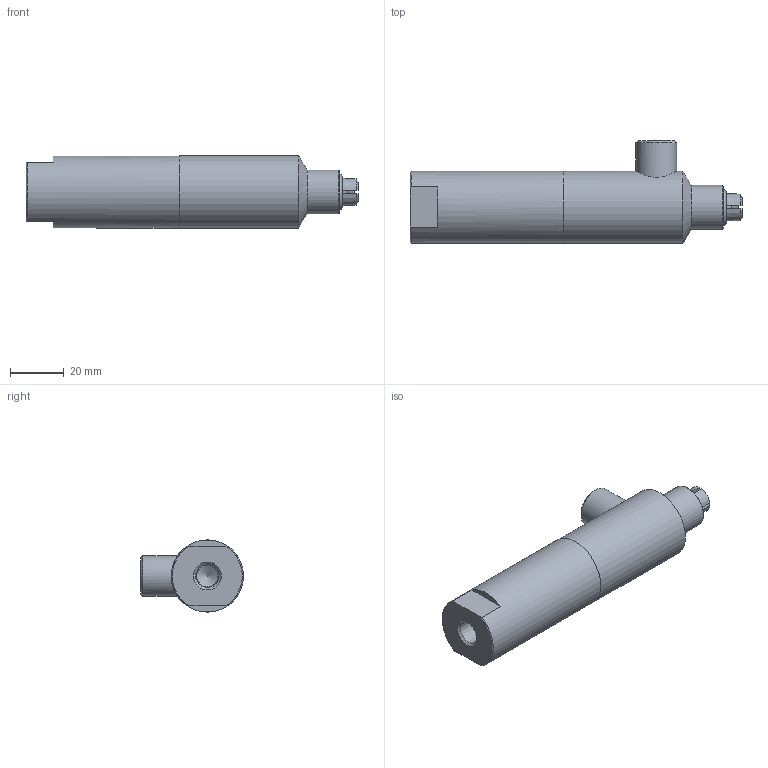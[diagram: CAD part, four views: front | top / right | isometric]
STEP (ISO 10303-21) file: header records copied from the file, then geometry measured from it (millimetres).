
FILE_DESCRIPTION(/* description */ (''),/* implementation_level */ '2;1');
FILE_NAME(/* name */ 'FNP-022025.stp',/* time_stamp */ '2014-02-12T09:15:55-06:00',/* author */ ('scottg'),/* organization */ ('FasTest,Inc.'),/* preprocessor_version */ 'ST-DEVELOPER v15.2',/* originating_system */ 'Autodesk Inventor 2014',/* authorisation */ '');
FILE_SCHEMA (('AUTOMOTIVE_DESIGN { 1 0 10303 214 3 1 1 }'));
Length unit declared in the file: inch
Products named in the file (1): FNP-022025
Bounding box: 123.85 x 38.35 x 26.92 mm (x, y, z)
Surface area: 12774.1 mm2 (no closed solid volume)
Topology: 0 solids, 3 shells, 97 faces, 276 edges, 180 vertices
Faces by surface type: plane 52, cone 26, cylinder 15, torus 4
Full cylindrical faces by diameter (mm): 7.95 x1, 8.56 x1, 15.189 x1, 16.383 x1, 24.943 x1, 26.924 x2
Entity records: 3011 total; most frequent: CARTESIAN_POINT 671, ORIENTED_EDGE 490, DIRECTION 458, EDGE_CURVE 243, VERTEX_POINT 169, AXIS2_PLACEMENT_3D 162, LINE 134, VECTOR 134
